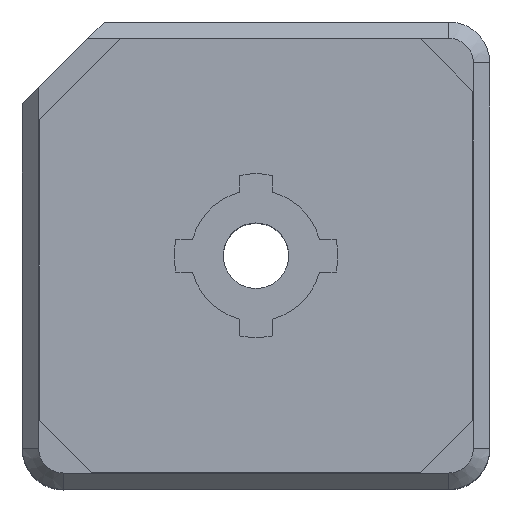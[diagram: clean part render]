
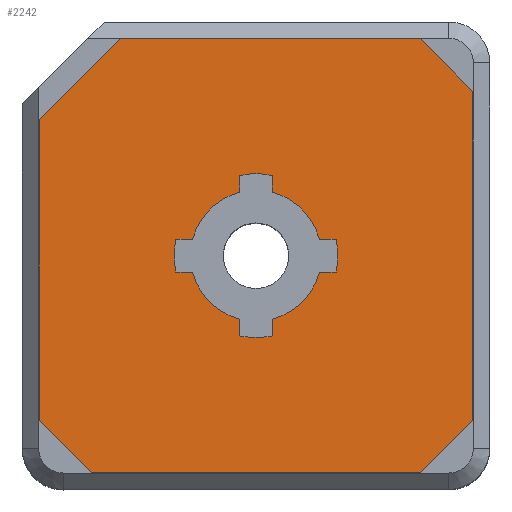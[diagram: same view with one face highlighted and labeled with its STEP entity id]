
A CAD part, front view. The second image highlights one B-rep face of the part: STEP entity #2242.
In plain terms, the highlighted planar face has unit normal (0, -1, 0.003).
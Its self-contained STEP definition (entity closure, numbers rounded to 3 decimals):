
#162=LINE('',#3552,#403);
#166=LINE('',#3564,#407);
#170=LINE('',#3576,#411);
#174=LINE('',#3588,#415);
#178=LINE('',#3600,#419);
#182=LINE('',#3612,#423);
#186=LINE('',#3624,#427);
#189=LINE('',#3633,#430);
#190=LINE('',#3637,#431);
#194=LINE('',#3645,#435);
#197=LINE('',#3651,#438);
#200=LINE('',#3657,#441);
#203=LINE('',#3663,#444);
#206=LINE('',#3669,#447);
#209=LINE('',#3675,#450);
#212=LINE('',#3680,#453);
#403=VECTOR('',#2900,10.);
#407=VECTOR('',#2912,10.);
#411=VECTOR('',#2924,10.);
#415=VECTOR('',#2936,10.);
#419=VECTOR('',#2948,10.);
#423=VECTOR('',#2960,10.);
#427=VECTOR('',#2972,10.);
#430=VECTOR('',#2983,10.);
#431=VECTOR('',#2986,10.);
#435=VECTOR('',#2992,10.);
#438=VECTOR('',#2997,10.);
#441=VECTOR('',#3002,10.);
#444=VECTOR('',#3007,10.);
#447=VECTOR('',#3012,10.);
#450=VECTOR('',#3017,10.);
#453=VECTOR('',#3022,10.);
#568=FACE_BOUND('',#822,.T.);
#688=FACE_OUTER_BOUND('',#821,.T.);
#821=EDGE_LOOP('',(#1852,#1853,#1854,#1855,#1856,#1857,#1858,#1859));
#822=EDGE_LOOP('',(#1860,#1861,#1862,#1863,#1864,#1865,#1866,#1867,#1868,
#1869,#1870,#1871,#1872,#1873,#1874,#1875));
#903=CIRCLE('',#2480,4.);
#905=CIRCLE('',#2484,5.);
#907=CIRCLE('',#2488,4.);
#909=CIRCLE('',#2492,5.);
#911=CIRCLE('',#2496,4.);
#913=CIRCLE('',#2500,5.);
#915=CIRCLE('',#2504,4.);
#917=CIRCLE('',#2508,5.);
#1030=VERTEX_POINT('',#3542);
#1031=VERTEX_POINT('',#3544);
#1033=VERTEX_POINT('',#3550);
#1035=VERTEX_POINT('',#3556);
#1037=VERTEX_POINT('',#3562);
#1039=VERTEX_POINT('',#3568);
#1041=VERTEX_POINT('',#3574);
#1043=VERTEX_POINT('',#3580);
#1045=VERTEX_POINT('',#3586);
#1047=VERTEX_POINT('',#3592);
#1049=VERTEX_POINT('',#3598);
#1051=VERTEX_POINT('',#3604);
#1053=VERTEX_POINT('',#3610);
#1055=VERTEX_POINT('',#3616);
#1057=VERTEX_POINT('',#3622);
#1059=VERTEX_POINT('',#3628);
#1060=VERTEX_POINT('',#3635);
#1061=VERTEX_POINT('',#3636);
#1064=VERTEX_POINT('',#3644);
#1066=VERTEX_POINT('',#3650);
#1068=VERTEX_POINT('',#3656);
#1070=VERTEX_POINT('',#3662);
#1072=VERTEX_POINT('',#3668);
#1074=VERTEX_POINT('',#3674);
#1283=EDGE_CURVE('',#1031,#1030,#903,.T.);
#1287=EDGE_CURVE('',#1030,#1033,#162,.T.);
#1290=EDGE_CURVE('',#1033,#1035,#905,.T.);
#1293=EDGE_CURVE('',#1035,#1037,#166,.T.);
#1296=EDGE_CURVE('',#1037,#1039,#907,.T.);
#1299=EDGE_CURVE('',#1039,#1041,#170,.T.);
#1302=EDGE_CURVE('',#1041,#1043,#909,.T.);
#1305=EDGE_CURVE('',#1043,#1045,#174,.T.);
#1308=EDGE_CURVE('',#1045,#1047,#911,.T.);
#1311=EDGE_CURVE('',#1047,#1049,#178,.T.);
#1314=EDGE_CURVE('',#1049,#1051,#913,.T.);
#1317=EDGE_CURVE('',#1051,#1053,#182,.T.);
#1320=EDGE_CURVE('',#1053,#1055,#915,.T.);
#1323=EDGE_CURVE('',#1055,#1057,#186,.T.);
#1326=EDGE_CURVE('',#1057,#1059,#917,.T.);
#1328=EDGE_CURVE('',#1059,#1031,#189,.T.);
#1329=EDGE_CURVE('',#1060,#1061,#190,.T.);
#1333=EDGE_CURVE('',#1064,#1060,#194,.T.);
#1336=EDGE_CURVE('',#1066,#1064,#197,.T.);
#1339=EDGE_CURVE('',#1068,#1066,#200,.T.);
#1342=EDGE_CURVE('',#1070,#1068,#203,.T.);
#1345=EDGE_CURVE('',#1072,#1070,#206,.T.);
#1348=EDGE_CURVE('',#1074,#1072,#209,.T.);
#1351=EDGE_CURVE('',#1061,#1074,#212,.T.);
#1852=ORIENTED_EDGE('',*,*,#1351,.F.);
#1853=ORIENTED_EDGE('',*,*,#1329,.F.);
#1854=ORIENTED_EDGE('',*,*,#1333,.F.);
#1855=ORIENTED_EDGE('',*,*,#1336,.F.);
#1856=ORIENTED_EDGE('',*,*,#1339,.F.);
#1857=ORIENTED_EDGE('',*,*,#1342,.F.);
#1858=ORIENTED_EDGE('',*,*,#1345,.F.);
#1859=ORIENTED_EDGE('',*,*,#1348,.F.);
#1860=ORIENTED_EDGE('',*,*,#1283,.T.);
#1861=ORIENTED_EDGE('',*,*,#1287,.T.);
#1862=ORIENTED_EDGE('',*,*,#1290,.T.);
#1863=ORIENTED_EDGE('',*,*,#1293,.T.);
#1864=ORIENTED_EDGE('',*,*,#1296,.T.);
#1865=ORIENTED_EDGE('',*,*,#1299,.T.);
#1866=ORIENTED_EDGE('',*,*,#1302,.T.);
#1867=ORIENTED_EDGE('',*,*,#1305,.T.);
#1868=ORIENTED_EDGE('',*,*,#1308,.T.);
#1869=ORIENTED_EDGE('',*,*,#1311,.T.);
#1870=ORIENTED_EDGE('',*,*,#1314,.T.);
#1871=ORIENTED_EDGE('',*,*,#1317,.T.);
#1872=ORIENTED_EDGE('',*,*,#1320,.T.);
#1873=ORIENTED_EDGE('',*,*,#1323,.T.);
#1874=ORIENTED_EDGE('',*,*,#1326,.T.);
#1875=ORIENTED_EDGE('',*,*,#1328,.T.);
#2127=PLANE('',#2519);
#2242=ADVANCED_FACE('',(#688,#568),#2127,.F.);
#2480=AXIS2_PLACEMENT_3D('',#3545,#2893,#2894);
#2484=AXIS2_PLACEMENT_3D('',#3558,#2906,#2907);
#2488=AXIS2_PLACEMENT_3D('',#3570,#2918,#2919);
#2492=AXIS2_PLACEMENT_3D('',#3582,#2930,#2931);
#2496=AXIS2_PLACEMENT_3D('',#3594,#2942,#2943);
#2500=AXIS2_PLACEMENT_3D('',#3606,#2954,#2955);
#2504=AXIS2_PLACEMENT_3D('',#3618,#2966,#2967);
#2508=AXIS2_PLACEMENT_3D('',#3630,#2978,#2979);
#2519=AXIS2_PLACEMENT_3D('',#3683,#3026,#3027);
#2893=DIRECTION('center_axis',(0.,1.,0.));
#2894=DIRECTION('ref_axis',(-0.25,0.,-0.968));
#2900=DIRECTION('',(-1.,0.,0.));
#2906=DIRECTION('center_axis',(0.,1.,0.));
#2907=DIRECTION('ref_axis',(-0.98,0.,-0.2));
#2912=DIRECTION('',(1.,0.,0.));
#2918=DIRECTION('center_axis',(0.,1.,0.));
#2919=DIRECTION('ref_axis',(-0.968,0.,0.25));
#2924=DIRECTION('',(0.,0.,1.));
#2930=DIRECTION('center_axis',(0.,1.,0.));
#2931=DIRECTION('ref_axis',(-0.2,0.,0.98));
#2936=DIRECTION('',(0.,0.,-1.));
#2942=DIRECTION('center_axis',(0.,1.,0.));
#2943=DIRECTION('ref_axis',(0.25,0.,0.968));
#2948=DIRECTION('',(1.,0.,0.));
#2954=DIRECTION('center_axis',(0.,1.,0.));
#2955=DIRECTION('ref_axis',(0.98,0.,0.2));
#2960=DIRECTION('',(-1.,0.,0.));
#2966=DIRECTION('center_axis',(0.,1.,0.));
#2967=DIRECTION('ref_axis',(0.968,0.,-0.25));
#2972=DIRECTION('',(0.,0.,-1.));
#2978=DIRECTION('center_axis',(0.,1.,0.));
#2979=DIRECTION('ref_axis',(0.2,0.,-0.98));
#2983=DIRECTION('',(0.,0.,1.));
#2986=DIRECTION('',(-1.,0.,0.));
#2992=DIRECTION('',(-0.707,0.,-0.707));
#2997=DIRECTION('',(0.,0.,-1.));
#3002=DIRECTION('',(0.707,0.,-0.707));
#3007=DIRECTION('',(1.,0.,0.));
#3012=DIRECTION('',(0.707,0.,0.707));
#3017=DIRECTION('',(0.,0.,1.));
#3022=DIRECTION('',(-0.707,0.,0.707));
#3026=DIRECTION('center_axis',(0.,1.,0.));
#3027=DIRECTION('ref_axis',(0.,0.,1.));
#3542=CARTESIAN_POINT('',(-3.873,0.,-1.));
#3544=CARTESIAN_POINT('',(-1.,0.,-3.873));
#3545=CARTESIAN_POINT('Origin',(0.,0.,0.));
#3550=CARTESIAN_POINT('',(-4.899,0.,-1.));
#3552=CARTESIAN_POINT('',(-2.365,0.,-1.));
#3556=CARTESIAN_POINT('',(-4.899,0.,1.));
#3558=CARTESIAN_POINT('Origin',(0.,0.,0.));
#3562=CARTESIAN_POINT('',(-3.873,0.,1.));
#3564=CARTESIAN_POINT('',(-1.852,0.,1.));
#3568=CARTESIAN_POINT('',(-1.,0.,3.873));
#3570=CARTESIAN_POINT('Origin',(0.,0.,0.));
#3574=CARTESIAN_POINT('',(-1.,0.,4.899));
#3576=CARTESIAN_POINT('',(-1.,0.,2.365));
#3580=CARTESIAN_POINT('',(1.,0.,4.899));
#3582=CARTESIAN_POINT('Origin',(0.,0.,0.));
#3586=CARTESIAN_POINT('',(1.,0.,3.873));
#3588=CARTESIAN_POINT('',(1.,0.,1.852));
#3592=CARTESIAN_POINT('',(3.873,0.,1.));
#3594=CARTESIAN_POINT('Origin',(0.,0.,0.));
#3598=CARTESIAN_POINT('',(4.899,0.,1.));
#3600=CARTESIAN_POINT('',(2.534,0.,1.));
#3604=CARTESIAN_POINT('',(4.899,0.,-1.));
#3606=CARTESIAN_POINT('Origin',(0.,0.,0.));
#3610=CARTESIAN_POINT('',(3.873,0.,-1.));
#3612=CARTESIAN_POINT('',(2.021,0.,-1.));
#3616=CARTESIAN_POINT('',(1.,0.,-3.873));
#3618=CARTESIAN_POINT('Origin',(0.,0.,0.));
#3622=CARTESIAN_POINT('',(1.,0.,-4.899));
#3624=CARTESIAN_POINT('',(1.,0.,-2.534));
#3628=CARTESIAN_POINT('',(-1.,0.,-4.899));
#3630=CARTESIAN_POINT('Origin',(0.,0.,0.));
#3633=CARTESIAN_POINT('',(-1.,0.,-2.021));
#3635=CARTESIAN_POINT('',(10.05,0.,-13.25));
#3636=CARTESIAN_POINT('',(-10.05,0.,-13.25));
#3637=CARTESIAN_POINT('',(10.05,0.,-13.25));
#3644=CARTESIAN_POINT('',(13.25,0.,-10.05));
#3645=CARTESIAN_POINT('',(13.25,0.,-10.05));
#3650=CARTESIAN_POINT('',(13.25,0.,10.05));
#3651=CARTESIAN_POINT('',(13.25,0.,10.05));
#3656=CARTESIAN_POINT('',(10.05,0.,13.25));
#3657=CARTESIAN_POINT('',(10.05,0.,13.25));
#3662=CARTESIAN_POINT('',(-8.3,0.,13.25));
#3663=CARTESIAN_POINT('',(-8.3,0.,13.25));
#3668=CARTESIAN_POINT('',(-13.25,0.,8.3));
#3669=CARTESIAN_POINT('',(-13.25,0.,8.3));
#3674=CARTESIAN_POINT('',(-13.25,0.,-10.05));
#3675=CARTESIAN_POINT('',(-13.25,0.,-10.05));
#3680=CARTESIAN_POINT('',(-10.05,0.,-13.25));
#3683=CARTESIAN_POINT('Origin',(0.17,0.,-0.17));
